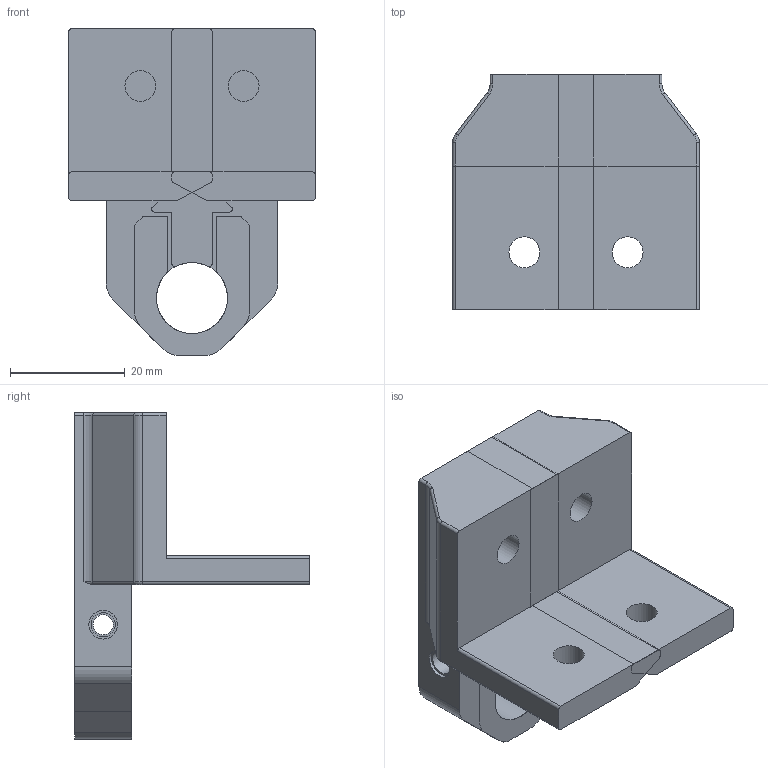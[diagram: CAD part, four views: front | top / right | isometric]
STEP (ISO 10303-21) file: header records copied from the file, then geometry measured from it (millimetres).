
FILE_DESCRIPTION(/* description */ ('','CAx-IF Rec.Pracs.---Representation and Presentation of Product Manufacturing Information (PMI)---4.0---2014-10-13'),/* implementation_level */ '2;1');
FILE_NAME(/* name */ 'Z Axis Linear Rod Bracket - Top.step',/* time_stamp */ '2025-01-16T20:25:34-06:00',/* author */ (''),/* organization */ (''),/* preprocessor_version */ 'ST-DEVELOPER v20',/* originating_system */ 'Autodesk Translation Framework v13.20.0.188',/* authorisation */ '');
FILE_SCHEMA (('AP242_MANAGED_MODEL_BASED_3D_ENGINEERING_MIM_LF { 1 0 10303 442 1 1 4 }'));
Length unit declared in the file: millimetre
Products named in the file (1): Z Axis Linear Rod Bracket - Top
Bounding box: 43 x 41 x 57 mm (x, y, z)
Volume: 33291.6 mm3; surface area: 14447.6 mm2
Topology: 2 solids, 2 shells, 120 faces, 310 edges, 202 vertices
Faces by surface type: cylinder 60, plane 52, torus 8
Full cylindrical faces by diameter (mm): 3.5 x4, 4.2 x2, 5 x2, 5.4 x4, 10.4 x2
Entity records: 3755 total; most frequent: DIRECTION 678, CARTESIAN_POINT 639, ORIENTED_EDGE 620, EDGE_CURVE 310, AXIS2_PLACEMENT_3D 249, VERTEX_POINT 202, LINE 180, VECTOR 180
